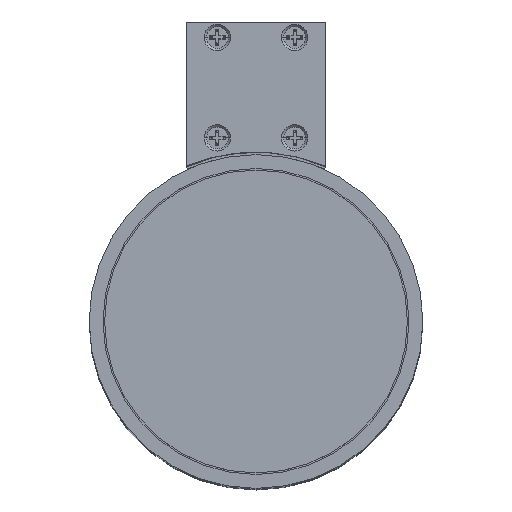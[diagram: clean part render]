
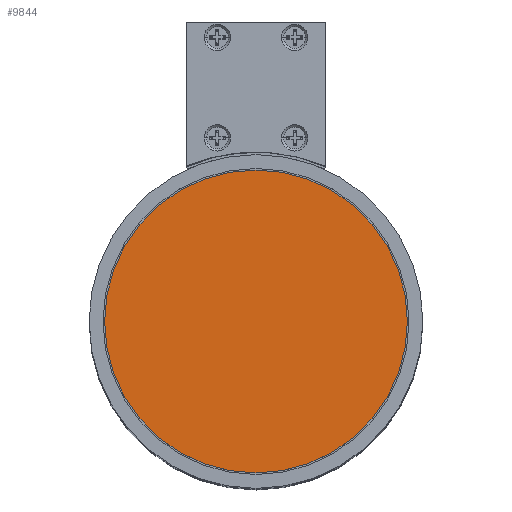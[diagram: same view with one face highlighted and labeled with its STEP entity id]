
A CAD part, top view. The second image highlights one B-rep face of the part: STEP entity #9844.
In plain terms, the highlighted planar face has unit normal (0, 0, 1).
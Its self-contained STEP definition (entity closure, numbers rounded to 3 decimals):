
#9771=CARTESIAN_POINT('',(0.,0.,4.));
#9772=DIRECTION('',(0.,0.,1.));
#9773=DIRECTION('',(1.,0.,0.));
#9774=AXIS2_PLACEMENT_3D('',#9771,#9772,#9773);
#9779=CARTESIAN_POINT('',(0.,0.,4.));
#9780=DIRECTION('',(0.,0.,1.));
#9781=DIRECTION('',(-1.,0.,0.));
#9782=AXIS2_PLACEMENT_3D('',#9779,#9780,#9781);
#9791=CARTESIAN_POINT('',(49.,0.,4.));
#9792=CARTESIAN_POINT('',(-49.,0.,4.));
#9793=VERTEX_POINT('',#9791);
#9794=VERTEX_POINT('',#9792);
#9835=CARTESIAN_POINT('',(0.,0.,4.));
#9836=DIRECTION('',(0.,0.,1.));
#9837=DIRECTION('',(1.,0.,0.));
#9838=AXIS2_PLACEMENT_3D('',#9835,#9836,#9837);
#9839=PLANE('',#9838);
#9840=ORIENTED_EDGE('',*,*,#9815,.F.);
#9841=ORIENTED_EDGE('',*,*,#9829,.F.);
#9842=EDGE_LOOP('',(#9840,#9841));
#9843=FACE_OUTER_BOUND('',#9842,.F.);
#9844=ADVANCED_FACE('',(#9843),#9839,.T.);
#9775=CIRCLE('',#9774,49.);
#9783=CIRCLE('',#9782,49.);
#9815=EDGE_CURVE('',#9793,#9794,#9775,.T.);
#9829=EDGE_CURVE('',#9794,#9793,#9783,.T.);
